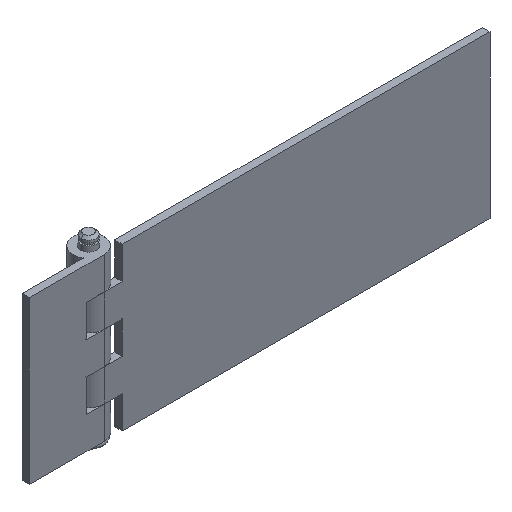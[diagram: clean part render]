
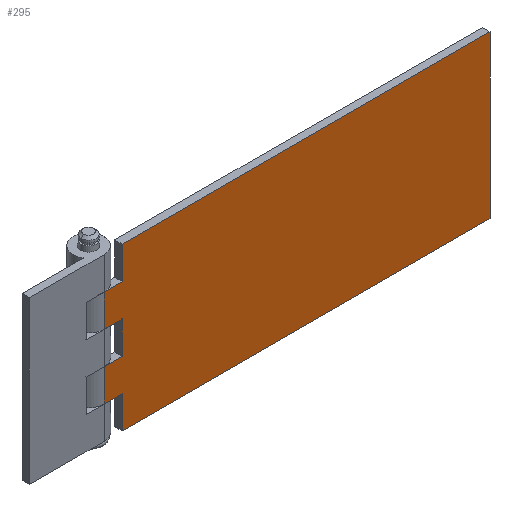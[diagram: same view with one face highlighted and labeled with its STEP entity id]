
A CAD part, isometric view. The second image highlights one B-rep face of the part: STEP entity #295.
In plain terms, the highlighted planar face has unit normal (0, -1, 0).
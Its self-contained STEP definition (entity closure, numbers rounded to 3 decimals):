
#147 = VERTEX_POINT ( 'NONE', #886 ) ;
#155 = VERTEX_POINT ( 'NONE', #933 ) ;
#158 = EDGE_CURVE ( 'NONE', #147, #155, #928, .T. ) ;
#187 = VERTEX_POINT ( 'NONE', #995 ) ;
#191 = VERTEX_POINT ( 'NONE', #989 ) ;
#193 = EDGE_CURVE ( 'NONE', #187, #191, #988, .T. ) ;
#212 = EDGE_LOOP ( 'NONE', ( #213, #230, #232, #233, #236, #266, #268, #239, #333, #264, #327, #329 ) ) ;
#213 = ORIENTED_EDGE ( 'NONE', *, *, #214, .T. ) ;
#214 = EDGE_CURVE ( 'NONE', #284, #215, #1008, .T. ) ;
#215 = VERTEX_POINT ( 'NONE', #1066 ) ;
#220 = EDGE_CURVE ( 'NONE', #284, #270, #1060, .T. ) ;
#230 = ORIENTED_EDGE ( 'NONE', *, *, #231, .T. ) ;
#231 = EDGE_CURVE ( 'NONE', #215, #147, #1045, .T. ) ;
#232 = ORIENTED_EDGE ( 'NONE', *, *, #158, .T. ) ;
#233 = ORIENTED_EDGE ( 'NONE', *, *, #234, .T. ) ;
#234 = EDGE_CURVE ( 'NONE', #155, #235, #1098, .T. ) ;
#235 = VERTEX_POINT ( 'NONE', #1094 ) ;
#236 = ORIENTED_EDGE ( 'NONE', *, *, #237, .T. ) ;
#237 = EDGE_CURVE ( 'NONE', #235, #238, #1093, .T. ) ;
#238 = VERTEX_POINT ( 'NONE', #1089 ) ;
#239 = ORIENTED_EDGE ( 'NONE', *, *, #265, .T. ) ;
#263 = VERTEX_POINT ( 'NONE', #1113 ) ;
#264 = ORIENTED_EDGE ( 'NONE', *, *, #279, .T. ) ;
#265 = EDGE_CURVE ( 'NONE', #191, #263, #1112, .T. ) ;
#266 = ORIENTED_EDGE ( 'NONE', *, *, #267, .T. ) ;
#267 = EDGE_CURVE ( 'NONE', #238, #187, #1108, .T. ) ;
#268 = ORIENTED_EDGE ( 'NONE', *, *, #193, .T. ) ;
#270 = VERTEX_POINT ( 'NONE', #1103 ) ;
#279 = EDGE_CURVE ( 'NONE', #280, #281, #1152, .T. ) ;
#280 = VERTEX_POINT ( 'NONE', #1148 ) ;
#281 = VERTEX_POINT ( 'NONE', #1147 ) ;
#284 = VERTEX_POINT ( 'NONE', #1142 ) ;
#295 = ADVANCED_FACE ( 'NONE', ( #1182 ), #1187, .F. ) ;
#327 = ORIENTED_EDGE ( 'NONE', *, *, #328, .F. ) ;
#328 = EDGE_CURVE ( 'NONE', #270, #281, #1246, .T. ) ;
#329 = ORIENTED_EDGE ( 'NONE', *, *, #220, .F. ) ;
#333 = ORIENTED_EDGE ( 'NONE', *, *, #334, .T. ) ;
#334 = EDGE_CURVE ( 'NONE', #263, #280, #1236, .T. ) ;
#886 = CARTESIAN_POINT ( 'NONE',  ( 0., -6.25, 19.5 ) ) ;
#925 = DIRECTION ( 'NONE',  ( 0., 0., -1. ) ) ;
#926 = VECTOR ( 'NONE', #925, 1000. ) ;
#927 = CARTESIAN_POINT ( 'NONE',  ( 0., -6.25, 32.5 ) ) ;
#928 = LINE ( 'NONE', #927, #926 ) ;
#933 = CARTESIAN_POINT ( 'NONE',  ( 0., -6.25, 6.5 ) ) ;
#985 = DIRECTION ( 'NONE',  ( 0., 0., -1. ) ) ;
#986 = VECTOR ( 'NONE', #985, 1000. ) ;
#987 = CARTESIAN_POINT ( 'NONE',  ( 0., -6.25, 32.5 ) ) ;
#988 = LINE ( 'NONE', #987, #986 ) ;
#989 = CARTESIAN_POINT ( 'NONE',  ( 0., -6.25, -19.5 ) ) ;
#995 = CARTESIAN_POINT ( 'NONE',  ( 0., -6.25, -6.5 ) ) ;
#1006 = VECTOR ( 'NONE', #1067, 1000. ) ;
#1007 = CARTESIAN_POINT ( 'NONE',  ( 7.25, -6.25, 32.5 ) ) ;
#1008 = LINE ( 'NONE', #1007, #1006 ) ;
#1037 = DIRECTION ( 'NONE',  ( -1., 0., 0. ) ) ;
#1038 = VECTOR ( 'NONE', #1037, 1000. ) ;
#1039 = CARTESIAN_POINT ( 'NONE',  ( 0., -6.25, 19.5 ) ) ;
#1045 = LINE ( 'NONE', #1039, #1038 ) ;
#1057 = DIRECTION ( 'NONE',  ( 1., 0., 0. ) ) ;
#1058 = VECTOR ( 'NONE', #1057, 1000. ) ;
#1059 = CARTESIAN_POINT ( 'NONE',  ( 0., -6.25, 32.5 ) ) ;
#1060 = LINE ( 'NONE', #1059, #1058 ) ;
#1066 = CARTESIAN_POINT ( 'NONE',  ( 7.25, -6.25, 19.5 ) ) ;
#1067 = DIRECTION ( 'NONE',  ( 0., 0., -1. ) ) ;
#1089 = CARTESIAN_POINT ( 'NONE',  ( 7.25, -6.25, -6.5 ) ) ;
#1090 = DIRECTION ( 'NONE',  ( 0., 0., -1. ) ) ;
#1091 = VECTOR ( 'NONE', #1090, 1000. ) ;
#1092 = CARTESIAN_POINT ( 'NONE',  ( 7.25, -6.25, 32.5 ) ) ;
#1093 = LINE ( 'NONE', #1092, #1091 ) ;
#1094 = CARTESIAN_POINT ( 'NONE',  ( 7.25, -6.25, 6.5 ) ) ;
#1095 = DIRECTION ( 'NONE',  ( 1., 0., 0. ) ) ;
#1096 = VECTOR ( 'NONE', #1095, 1000. ) ;
#1097 = CARTESIAN_POINT ( 'NONE',  ( 0., -6.25, 6.5 ) ) ;
#1098 = LINE ( 'NONE', #1097, #1096 ) ;
#1103 = CARTESIAN_POINT ( 'NONE',  ( 155., -6.25, 32.5 ) ) ;
#1105 = DIRECTION ( 'NONE',  ( -1., 0., 0. ) ) ;
#1106 = VECTOR ( 'NONE', #1105, 1000. ) ;
#1107 = CARTESIAN_POINT ( 'NONE',  ( 0., -6.25, -6.5 ) ) ;
#1108 = LINE ( 'NONE', #1107, #1106 ) ;
#1109 = DIRECTION ( 'NONE',  ( 1., 0., 0. ) ) ;
#1110 = VECTOR ( 'NONE', #1109, 1000. ) ;
#1111 = CARTESIAN_POINT ( 'NONE',  ( 0., -6.25, -19.5 ) ) ;
#1112 = LINE ( 'NONE', #1111, #1110 ) ;
#1113 = CARTESIAN_POINT ( 'NONE',  ( 7.25, -6.25, -19.5 ) ) ;
#1142 = CARTESIAN_POINT ( 'NONE',  ( 7.25, -6.25, 32.5 ) ) ;
#1147 = CARTESIAN_POINT ( 'NONE',  ( 155., -6.25, -32.5 ) ) ;
#1148 = CARTESIAN_POINT ( 'NONE',  ( 7.25, -6.25, -32.5 ) ) ;
#1149 = DIRECTION ( 'NONE',  ( 1., 0., 0. ) ) ;
#1150 = VECTOR ( 'NONE', #1149, 1000. ) ;
#1151 = CARTESIAN_POINT ( 'NONE',  ( 0., -6.25, -32.5 ) ) ;
#1152 = LINE ( 'NONE', #1151, #1150 ) ;
#1178 = DIRECTION ( 'NONE',  ( 0., 0., 1. ) ) ;
#1179 = DIRECTION ( 'NONE',  ( 0., 1., 0. ) ) ;
#1180 = CARTESIAN_POINT ( 'NONE',  ( 0., -6.25, 32.5 ) ) ;
#1181 = AXIS2_PLACEMENT_3D ( 'NONE', #1180, #1179, #1178 ) ;
#1182 = FACE_OUTER_BOUND ( 'NONE', #212, .T. ) ;
#1187 = PLANE ( 'NONE',  #1181 ) ;
#1233 = DIRECTION ( 'NONE',  ( 0., 0., -1. ) ) ;
#1234 = VECTOR ( 'NONE', #1233, 1000. ) ;
#1235 = CARTESIAN_POINT ( 'NONE',  ( 7.25, -6.25, 32.5 ) ) ;
#1236 = LINE ( 'NONE', #1235, #1234 ) ;
#1243 = DIRECTION ( 'NONE',  ( 0., 0., -1. ) ) ;
#1244 = VECTOR ( 'NONE', #1243, 1000. ) ;
#1245 = CARTESIAN_POINT ( 'NONE',  ( 155., -6.25, 32.5 ) ) ;
#1246 = LINE ( 'NONE', #1245, #1244 ) ;
